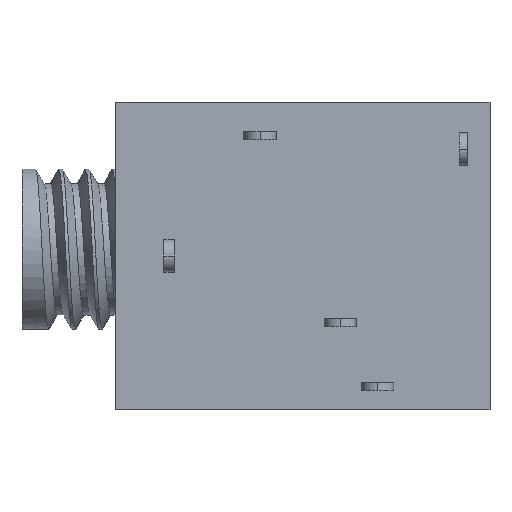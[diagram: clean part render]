
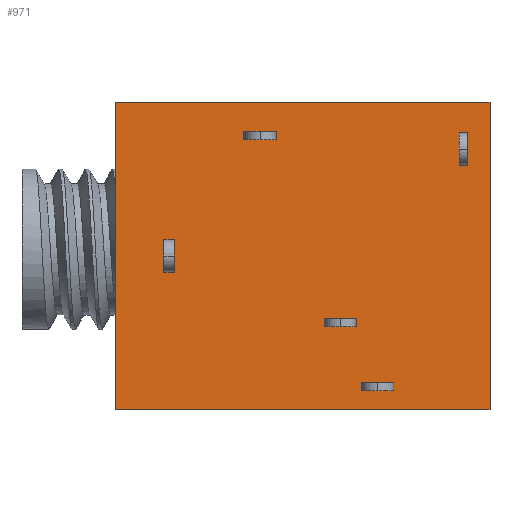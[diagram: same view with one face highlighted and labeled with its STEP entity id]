
A CAD part, front view. The second image highlights one B-rep face of the part: STEP entity #971.
In plain terms, the highlighted planar face has unit normal (0, -1, 0).
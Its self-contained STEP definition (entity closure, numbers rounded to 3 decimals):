
#54 = ORIENTED_EDGE ( 'NONE', *, *, #442, .F. ) ;
#165 = EDGE_CURVE ( 'NONE', #2497, #1789, #2807, .T. ) ;
#259 = PLANE ( 'NONE',  #559 ) ;
#307 = VECTOR ( 'NONE', #2648, 1000. ) ;
#442 = EDGE_CURVE ( 'NONE', #570, #713, #1165, .T. ) ;
#523 = EDGE_CURVE ( 'NONE', #1789, #570, #1776, .T. ) ;
#527 = VECTOR ( 'NONE', #2094, 1000. ) ;
#559 = AXIS2_PLACEMENT_3D ( 'NONE', #995, #1272, #1946 ) ;
#570 = VERTEX_POINT ( 'NONE', #1372 ) ;
#713 = VERTEX_POINT ( 'NONE', #1551 ) ;
#740 = CARTESIAN_POINT ( 'NONE',  ( 7., 0., 5.75 ) ) ;
#971 = ADVANCED_FACE ( 'NONE', ( #2669 ), #259, .F. ) ;
#995 = CARTESIAN_POINT ( 'NONE',  ( 0., 0., 0. ) ) ;
#1061 = CARTESIAN_POINT ( 'NONE',  ( -7., 0., 5.75 ) ) ;
#1131 = LINE ( 'NONE', #740, #307 ) ;
#1165 = LINE ( 'NONE', #1061, #2941 ) ;
#1272 = DIRECTION ( 'NONE',  ( 0., 1., 0. ) ) ;
#1372 = CARTESIAN_POINT ( 'NONE',  ( -7., 0., -5.75 ) ) ;
#1551 = CARTESIAN_POINT ( 'NONE',  ( -7., 0., 5.75 ) ) ;
#1552 = EDGE_CURVE ( 'NONE', #713, #2497, #1131, .T. ) ;
#1776 = LINE ( 'NONE', #2502, #527 ) ;
#1789 = VERTEX_POINT ( 'NONE', #2687 ) ;
#1946 = DIRECTION ( 'NONE',  ( 0., 0., 1. ) ) ;
#2094 = DIRECTION ( 'NONE',  ( -1., 0., 0. ) ) ;
#2168 = VECTOR ( 'NONE', #2714, 1000. ) ;
#2236 = CARTESIAN_POINT ( 'NONE',  ( 7., 0., 5.75 ) ) ;
#2275 = DIRECTION ( 'NONE',  ( 0., 0., 1. ) ) ;
#2497 = VERTEX_POINT ( 'NONE', #2755 ) ;
#2502 = CARTESIAN_POINT ( 'NONE',  ( 7., 0., -5.75 ) ) ;
#2648 = DIRECTION ( 'NONE',  ( 1., 0., 0. ) ) ;
#2669 = FACE_OUTER_BOUND ( 'NONE', #3033, .T. ) ;
#2687 = CARTESIAN_POINT ( 'NONE',  ( 7., 0., -5.75 ) ) ;
#2699 = ORIENTED_EDGE ( 'NONE', *, *, #165, .F. ) ;
#2714 = DIRECTION ( 'NONE',  ( 0., 0., -1. ) ) ;
#2747 = ORIENTED_EDGE ( 'NONE', *, *, #523, .F. ) ;
#2755 = CARTESIAN_POINT ( 'NONE',  ( 7., 0., 5.75 ) ) ;
#2807 = LINE ( 'NONE', #2236, #2168 ) ;
#2941 = VECTOR ( 'NONE', #2275, 1000. ) ;
#3033 = EDGE_LOOP ( 'NONE', ( #54, #2747, #2699, #3037 ) ) ;
#3037 = ORIENTED_EDGE ( 'NONE', *, *, #1552, .F. ) ;
